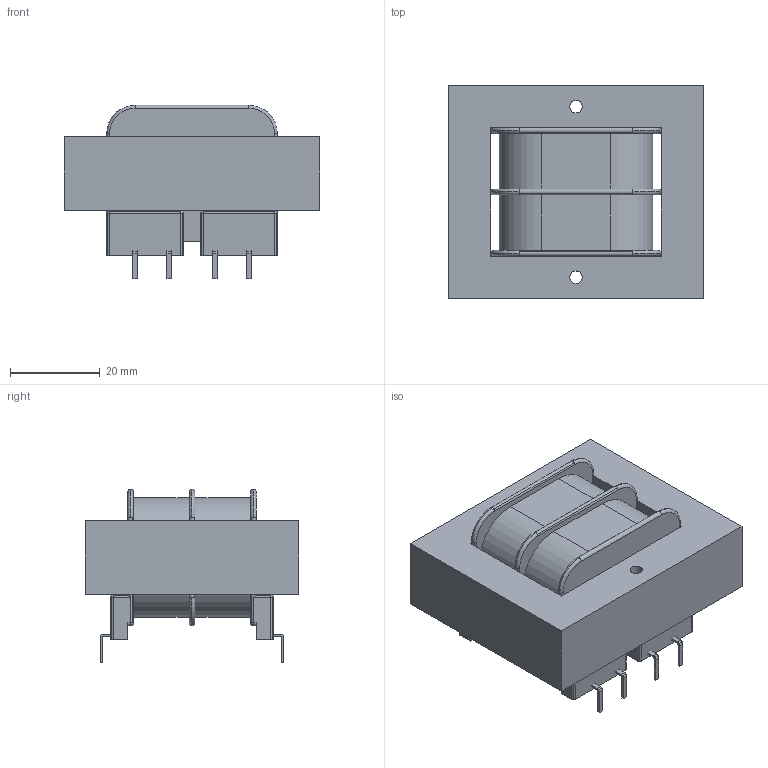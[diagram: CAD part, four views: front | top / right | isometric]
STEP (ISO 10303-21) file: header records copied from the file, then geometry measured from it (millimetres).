
FILE_DESCRIPTION((''),'2;1');
FILE_NAME('164H_Transformer.stp','2020-02-21T16:20:39',('davide'),(''),'Autodesk Inventor (tm) 5.3','Autodesk Inventor (tm) 5.3','');
FILE_SCHEMA(('AUTOMOTIVE_DESIGN { 1 2 10303 214 0 1 1 1 }'));
Length unit declared in the file: inch
Products named in the file (6): 164H_Transformer; Core; Insulator; Coil; Insulator_outside; Pin
Assembly tree (12 placements, depth 2):
  164H_Transformer
    Core
    Insulator
    Coil  x2
    Insulator_outside  x2
    Pin  x6
Bounding box: 57.15 x 47.75 x 38.73 mm (x, y, z)
Volume: 54567.7 mm3; surface area: 23701.4 mm2
Topology: 12 solids, 12 shells, 232 faces, 592 edges, 372 vertices
Faces by surface type: plane 102, cylinder 98, torus 16, sphere 12, bspline 4
Entity records: 3648 total; most frequent: DIRECTION 658, CARTESIAN_POINT 652, ORIENTED_EDGE 556, EDGE_CURVE 278, AXIS2_PLACEMENT_3D 256, VERTEX_POINT 178, VECTOR 146, LINE 146
